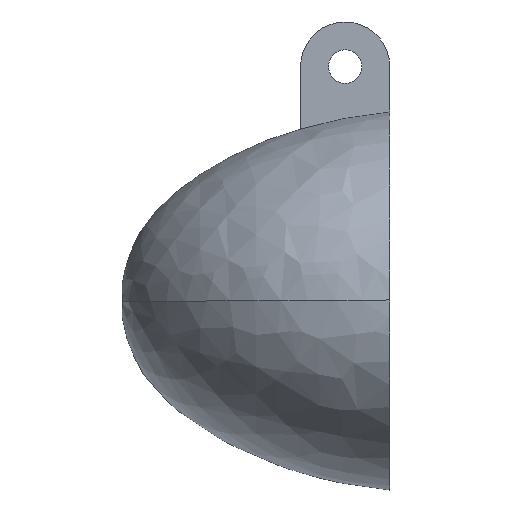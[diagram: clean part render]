
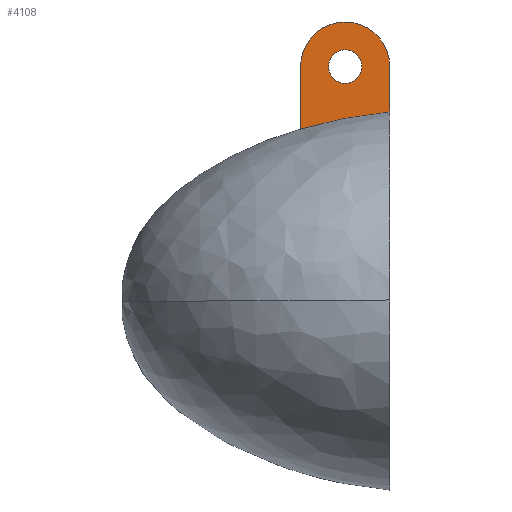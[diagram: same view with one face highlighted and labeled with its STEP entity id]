
A CAD part, left-side view. The second image highlights one B-rep face of the part: STEP entity #4108.
In plain terms, the highlighted planar face has unit normal (-1, 0, 0).
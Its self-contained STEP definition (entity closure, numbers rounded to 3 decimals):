
#33 = AXIS2_PLACEMENT_3D ( 'NONE', #3921, #1382, #4366 ) ;
#108 = CARTESIAN_POINT ( 'NONE',  ( -1., 2., 10.5 ) ) ;
#226 = DIRECTION ( 'NONE',  ( 0., 0., 1. ) ) ;
#495 = DIRECTION ( 'NONE',  ( 0., 0., 1. ) ) ;
#534 = DIRECTION ( 'NONE',  ( 0., 0., 1. ) ) ;
#557 = ORIENTED_EDGE ( 'NONE', *, *, #3196, .T. ) ;
#602 = AXIS2_PLACEMENT_3D ( 'NONE', #4810, #2247, #5233 ) ;
#703 = DIRECTION ( 'NONE',  ( 0., 0., -1. ) ) ;
#1039 = DIRECTION ( 'NONE',  ( 0., 0., 1. ) ) ;
#1108 = CIRCLE ( 'NONE', #602, 0.75 ) ;
#1113 = EDGE_LOOP ( 'NONE', ( #1662, #557 ) ) ;
#1195 = ORIENTED_EDGE ( 'NONE', *, *, #1883, .F. ) ;
#1205 = FACE_BOUND ( 'NONE', #1113, .T. ) ;
#1223 = CARTESIAN_POINT ( 'NONE',  ( -1., 0., 10.5 ) ) ;
#1276 = LINE ( 'NONE', #2711, #3391 ) ;
#1325 = EDGE_CURVE ( 'NONE', #4413, #1751, #2358, .T. ) ;
#1382 = DIRECTION ( 'NONE',  ( 1., 0., 0. ) ) ;
#1662 = ORIENTED_EDGE ( 'NONE', *, *, #3490, .T. ) ;
#1751 = VERTEX_POINT ( 'NONE', #2794 ) ;
#1809 = CARTESIAN_POINT ( 'NONE',  ( -1., 4., 10.5 ) ) ;
#1813 = ORIENTED_EDGE ( 'NONE', *, *, #2965, .F. ) ;
#1883 = EDGE_CURVE ( 'NONE', #4413, #3232, #1276, .T. ) ;
#2057 = EDGE_CURVE ( 'NONE', #5371, #3232, #2603, .T. ) ;
#2244 = LINE ( 'NONE', #5141, #4390 ) ;
#2247 = DIRECTION ( 'NONE',  ( 1., 0., 0. ) ) ;
#2358 = CIRCLE ( 'NONE', #4117, 2. ) ;
#2457 = DIRECTION ( 'NONE',  ( -1., 0., 0. ) ) ;
#2603 = B_SPLINE_CURVE_WITH_KNOTS ( 'NONE', 3,
 ( #3769, #2758, #3590, #3573 ),
 .UNSPECIFIED., .F., .F.,
 ( 4, 4 ),
 ( 0., 0.004 ),
 .UNSPECIFIED. ) ;
#2640 = CARTESIAN_POINT ( 'NONE',  ( -1., 0., 8.462 ) ) ;
#2653 = VERTEX_POINT ( 'NONE', #3734 ) ;
#2711 = CARTESIAN_POINT ( 'NONE',  ( -1., 0., 6.5 ) ) ;
#2728 = CARTESIAN_POINT ( 'NONE',  ( -1., 0., 0. ) ) ;
#2758 = CARTESIAN_POINT ( 'NONE',  ( -1., 2.693, 8.084 ) ) ;
#2794 = CARTESIAN_POINT ( 'NONE',  ( -1., 2., 12.5 ) ) ;
#2965 = EDGE_CURVE ( 'NONE', #5371, #3362, #2244, .T. ) ;
#3026 = EDGE_CURVE ( 'NONE', #1751, #3362, #4518, .T. ) ;
#3066 = DIRECTION ( 'NONE',  ( -1., 0., 0. ) ) ;
#3150 = PLANE ( 'NONE',  #4464 ) ;
#3196 = EDGE_CURVE ( 'NONE', #2653, #4250, #5495, .T. ) ;
#3232 = VERTEX_POINT ( 'NONE', #2640 ) ;
#3362 = VERTEX_POINT ( 'NONE', #1809 ) ;
#3391 = VECTOR ( 'NONE', #703, 1000. ) ;
#3490 = EDGE_CURVE ( 'NONE', #4250, #2653, #1108, .T. ) ;
#3573 = CARTESIAN_POINT ( 'NONE',  ( -1., 0., 8.462 ) ) ;
#3575 = DIRECTION ( 'NONE',  ( -1., 0., 0. ) ) ;
#3590 = CARTESIAN_POINT ( 'NONE',  ( -1., 1.359, 8.337 ) ) ;
#3734 = CARTESIAN_POINT ( 'NONE',  ( -1., 2., 9.75 ) ) ;
#3769 = CARTESIAN_POINT ( 'NONE',  ( -1., 4., 7.69 ) ) ;
#3781 = ORIENTED_EDGE ( 'NONE', *, *, #1325, .T. ) ;
#3782 = CARTESIAN_POINT ( 'NONE',  ( -1., 4., 7.69 ) ) ;
#3921 = CARTESIAN_POINT ( 'NONE',  ( -1., 2., 10.5 ) ) ;
#4108 = ADVANCED_FACE ( 'NONE', ( #4615, #1205 ), #3150, .T. ) ;
#4117 = AXIS2_PLACEMENT_3D ( 'NONE', #4123, #2457, #226 ) ;
#4123 = CARTESIAN_POINT ( 'NONE',  ( -1., 2., 10.5 ) ) ;
#4250 = VERTEX_POINT ( 'NONE', #4453 ) ;
#4366 = DIRECTION ( 'NONE',  ( 0., 0., -1. ) ) ;
#4390 = VECTOR ( 'NONE', #495, 1000. ) ;
#4413 = VERTEX_POINT ( 'NONE', #1223 ) ;
#4453 = CARTESIAN_POINT ( 'NONE',  ( -1., 2., 11.25 ) ) ;
#4464 = AXIS2_PLACEMENT_3D ( 'NONE', #2728, #3575, #1039 ) ;
#4518 = CIRCLE ( 'NONE', #4703, 2. ) ;
#4615 = FACE_OUTER_BOUND ( 'NONE', #4916, .T. ) ;
#4703 = AXIS2_PLACEMENT_3D ( 'NONE', #108, #3066, #534 ) ;
#4810 = CARTESIAN_POINT ( 'NONE',  ( -1., 2., 10.5 ) ) ;
#4916 = EDGE_LOOP ( 'NONE', ( #1195, #3781, #5205, #1813, #4934 ) ) ;
#4934 = ORIENTED_EDGE ( 'NONE', *, *, #2057, .T. ) ;
#5141 = CARTESIAN_POINT ( 'NONE',  ( -1., 4., 12.5 ) ) ;
#5205 = ORIENTED_EDGE ( 'NONE', *, *, #3026, .T. ) ;
#5233 = DIRECTION ( 'NONE',  ( 0., 0., -1. ) ) ;
#5371 = VERTEX_POINT ( 'NONE', #3782 ) ;
#5495 = CIRCLE ( 'NONE', #33, 0.75 ) ;
